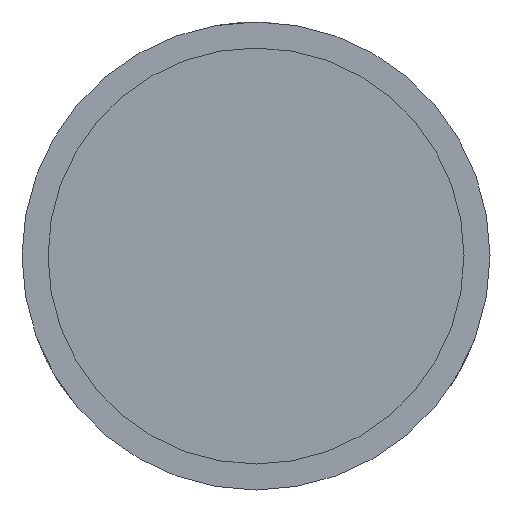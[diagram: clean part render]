
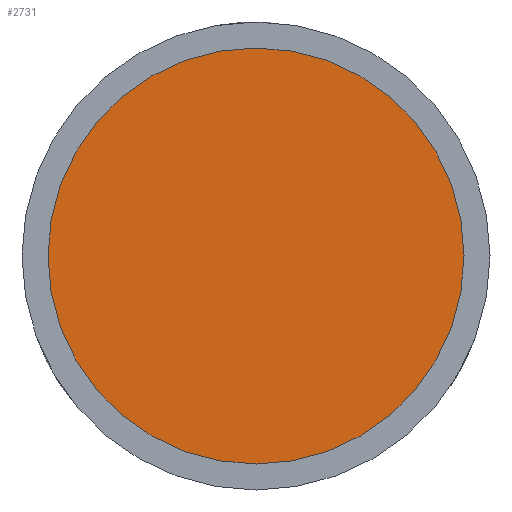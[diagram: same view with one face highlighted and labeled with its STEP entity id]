
A CAD part, front view. The second image highlights one B-rep face of the part: STEP entity #2731.
In plain terms, the highlighted planar face has unit normal (0, -1, 0).
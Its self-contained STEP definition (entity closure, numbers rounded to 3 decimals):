
#212 = EDGE_LOOP ( 'NONE', ( #1601, #1611 ) ) ;
#268 = AXIS2_PLACEMENT_3D ( 'NONE', #2126, #2135, #2136 ) ;
#383 = AXIS2_PLACEMENT_3D ( 'NONE', #2243, #2244, #2245 ) ;
#393 = CIRCLE ( 'NONE', #383, 41.6 ) ;
#468 = CIRCLE ( 'NONE', #471, 41.6 ) ;
#471 = AXIS2_PLACEMENT_3D ( 'NONE', #570, #571, #572 ) ;
#570 = CARTESIAN_POINT ( 'NONE',  ( 0., 0., 0. ) ) ;
#571 = DIRECTION ( 'NONE',  ( 0., -1., 0. ) ) ;
#572 = DIRECTION ( 'NONE',  ( 0., 0., 1. ) ) ;
#1153 = CARTESIAN_POINT ( 'NONE',  ( 0., 0., -41.6 ) ) ;
#1193 = CARTESIAN_POINT ( 'NONE',  ( 0., 0., 41.6 ) ) ;
#1369 = VERTEX_POINT ( 'NONE', #1153 ) ;
#1406 = VERTEX_POINT ( 'NONE', #1193 ) ;
#1601 = ORIENTED_EDGE ( 'NONE', *, *, #2749, .T. ) ;
#1611 = ORIENTED_EDGE ( 'NONE', *, *, #2803, .T. ) ;
#2126 = CARTESIAN_POINT ( 'NONE',  ( 0., 0., 0. ) ) ;
#2130 = FACE_OUTER_BOUND ( 'NONE', #212, .T. ) ;
#2134 = PLANE ( 'NONE',  #268 ) ;
#2135 = DIRECTION ( 'NONE',  ( 0., 1., 0. ) ) ;
#2136 = DIRECTION ( 'NONE',  ( 0., 0., 1. ) ) ;
#2243 = CARTESIAN_POINT ( 'NONE',  ( 0., 0., 0. ) ) ;
#2244 = DIRECTION ( 'NONE',  ( 0., -1., 0. ) ) ;
#2245 = DIRECTION ( 'NONE',  ( 0., 0., 1. ) ) ;
#2731 = ADVANCED_FACE ( 'NONE', ( #2130 ), #2134, .F. ) ;
#2749 = EDGE_CURVE ( 'NONE', #1406, #1369, #393, .T. ) ;
#2803 = EDGE_CURVE ( 'NONE', #1369, #1406, #468, .T. ) ;
